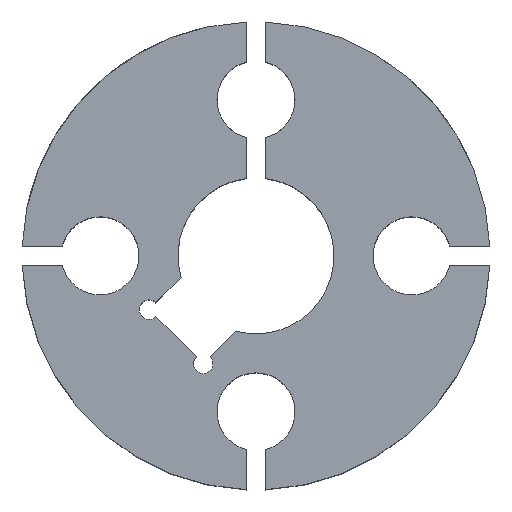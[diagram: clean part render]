
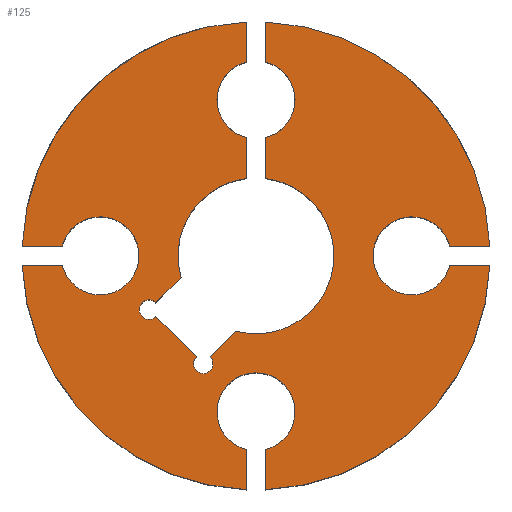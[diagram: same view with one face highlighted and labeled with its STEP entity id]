
A CAD part, top view. The second image highlights one B-rep face of the part: STEP entity #125.
In plain terms, the highlighted planar face has unit normal (0, 0, 1).
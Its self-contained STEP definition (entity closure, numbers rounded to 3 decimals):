
#125=ADVANCED_FACE('',(#423),#425,.T.);
#423=FACE_BOUND('',#424,.T.);
#424=EDGE_LOOP('',(#651,#652,#653,#654,#655,#656,#657,#658,#659,#660,#661,#662,#663,
#664,#665,#666,#667,#668,#669,#670,#671,#672,#673,#674,#675,#676));
#425=PLANE('',#426);
#426=AXIS2_PLACEMENT_3D('',#427,#428,#429);
#427=CARTESIAN_POINT('',(0.,0.,10.));
#428=DIRECTION('',(0.,0.,1.));
#429=DIRECTION('',(-1.,0.,0.));
#651=ORIENTED_EDGE('',*,*,#833,.T.);
#652=ORIENTED_EDGE('',*,*,#803,.T.);
#653=ORIENTED_EDGE('',*,*,#811,.T.);
#654=ORIENTED_EDGE('',*,*,#834,.T.);
#655=ORIENTED_EDGE('',*,*,#835,.T.);
#656=ORIENTED_EDGE('',*,*,#836,.T.);
#657=ORIENTED_EDGE('',*,*,#837,.T.);
#658=ORIENTED_EDGE('',*,*,#838,.T.);
#659=ORIENTED_EDGE('',*,*,#839,.T.);
#660=ORIENTED_EDGE('',*,*,#840,.T.);
#661=ORIENTED_EDGE('',*,*,#814,.T.);
#662=ORIENTED_EDGE('',*,*,#821,.T.);
#663=ORIENTED_EDGE('',*,*,#841,.T.);
#664=ORIENTED_EDGE('',*,*,#842,.T.);
#665=ORIENTED_EDGE('',*,*,#843,.T.);
#666=ORIENTED_EDGE('',*,*,#844,.T.);
#667=ORIENTED_EDGE('',*,*,#845,.T.);
#668=ORIENTED_EDGE('',*,*,#846,.T.);
#669=ORIENTED_EDGE('',*,*,#847,.T.);
#670=ORIENTED_EDGE('',*,*,#848,.T.);
#671=ORIENTED_EDGE('',*,*,#849,.T.);
#672=ORIENTED_EDGE('',*,*,#850,.T.);
#673=ORIENTED_EDGE('',*,*,#851,.T.);
#674=ORIENTED_EDGE('',*,*,#852,.T.);
#675=ORIENTED_EDGE('',*,*,#853,.T.);
#676=ORIENTED_EDGE('',*,*,#825,.T.);
#803=EDGE_CURVE('',#903,#901,#904,.T.);
#811=EDGE_CURVE('',#901,#915,#917,.T.);
#814=EDGE_CURVE('',#923,#921,#924,.T.);
#821=EDGE_CURVE('',#921,#934,#936,.T.);
#825=EDGE_CURVE('',#943,#941,#944,.T.);
#833=EDGE_CURVE('',#941,#903,#958,.T.);
#834=EDGE_CURVE('',#915,#959,#960,.T.);
#835=EDGE_CURVE('',#959,#961,#962,.T.);
#836=EDGE_CURVE('',#961,#963,#964,.T.);
#837=EDGE_CURVE('',#963,#965,#966,.T.);
#838=EDGE_CURVE('',#965,#967,#968,.T.);
#839=EDGE_CURVE('',#967,#969,#970,.T.);
#840=EDGE_CURVE('',#969,#923,#971,.T.);
#841=EDGE_CURVE('',#934,#972,#973,.T.);
#842=EDGE_CURVE('',#972,#974,#975,.T.);
#843=EDGE_CURVE('',#974,#976,#977,.T.);
#844=EDGE_CURVE('',#976,#978,#979,.T.);
#845=EDGE_CURVE('',#978,#980,#981,.T.);
#846=EDGE_CURVE('',#980,#982,#983,.T.);
#847=EDGE_CURVE('',#982,#984,#985,.T.);
#848=EDGE_CURVE('',#984,#986,#987,.T.);
#849=EDGE_CURVE('',#986,#988,#989,.T.);
#850=EDGE_CURVE('',#988,#990,#991,.T.);
#851=EDGE_CURVE('',#990,#992,#993,.T.);
#852=EDGE_CURVE('',#992,#994,#995,.T.);
#853=EDGE_CURVE('',#994,#943,#996,.T.);
#901=VERTEX_POINT('',#1189);
#903=VERTEX_POINT('',#1193);
#904=CIRCLE('',#1194,2.);
#915=VERTEX_POINT('',#1254);
#917=LINE('',#1258,#1259);
#921=VERTEX_POINT('',#1267);
#923=VERTEX_POINT('',#1271);
#924=LINE('',#1272,#1273);
#934=VERTEX_POINT('',#1340);
#936=CIRCLE('',#1344,2.);
#941=VERTEX_POINT('',#1502);
#943=VERTEX_POINT('',#1506);
#944=CIRCLE('',#1507,12.);
#958=LINE('',#1604,#1605);
#959=VERTEX_POINT('',#1607);
#960=CIRCLE('',#1608,4.);
#961=VERTEX_POINT('',#1612);
#962=LINE('',#1613,#1614);
#963=VERTEX_POINT('',#1616);
#964=CIRCLE('',#1617,0.5);
#965=VERTEX_POINT('',#1621);
#966=LINE('',#1622,#1623);
#967=VERTEX_POINT('',#1625);
#968=CIRCLE('',#1626,0.5);
#969=VERTEX_POINT('',#1630);
#970=LINE('',#1631,#1632);
#971=CIRCLE('',#1634,4.);
#972=VERTEX_POINT('',#1638);
#973=LINE('',#1639,#1640);
#974=VERTEX_POINT('',#1642);
#975=CIRCLE('',#1643,12.);
#976=VERTEX_POINT('',#1647);
#977=LINE('',#1648,#1649);
#978=VERTEX_POINT('',#1651);
#979=CIRCLE('',#1652,2.);
#980=VERTEX_POINT('',#1656);
#981=LINE('',#1657,#1658);
#982=VERTEX_POINT('',#1660);
#983=CIRCLE('',#1661,12.);
#984=VERTEX_POINT('',#1665);
#985=LINE('',#1666,#1667);
#986=VERTEX_POINT('',#1669);
#987=CIRCLE('',#1670,2.);
#988=VERTEX_POINT('',#1674);
#989=LINE('',#1675,#1676);
#990=VERTEX_POINT('',#1678);
#991=CIRCLE('',#1679,12.);
#992=VERTEX_POINT('',#1683);
#993=LINE('',#1684,#1685);
#994=VERTEX_POINT('',#1687);
#995=CIRCLE('',#1688,2.);
#996=LINE('',#1692,#1693);
#1189=CARTESIAN_POINT('',(0.5,6.064,10.));
#1193=CARTESIAN_POINT('',(0.5,9.936,10.));
#1194=AXIS2_PLACEMENT_3D('',#1195,#1196,#1197);
#1195=CARTESIAN_POINT('',(0.,8.,10.));
#1196=DIRECTION('',(0.,0.,-1.));
#1197=DIRECTION('',(0.25,0.968,0.));
#1254=CARTESIAN_POINT('',(0.5,3.969,10.));
#1258=CARTESIAN_POINT('',(0.5,6.064,10.));
#1259=VECTOR('',#1260,1.);
#1260=DIRECTION('',(0.,-1.,0.));
#1267=CARTESIAN_POINT('',(-0.5,6.064,10.));
#1271=CARTESIAN_POINT('',(-0.5,3.969,10.));
#1272=CARTESIAN_POINT('',(-0.5,3.969,10.));
#1273=VECTOR('',#1274,1.);
#1274=DIRECTION('',(0.,1.,0.));
#1340=CARTESIAN_POINT('',(-0.5,9.936,10.));
#1344=AXIS2_PLACEMENT_3D('',#1345,#1346,#1347);
#1345=CARTESIAN_POINT('',(0.,8.,10.));
#1346=DIRECTION('',(0.,0.,-1.));
#1347=DIRECTION('',(-0.25,-0.968,0.));
#1502=CARTESIAN_POINT('',(0.5,11.99,10.));
#1506=CARTESIAN_POINT('',(11.99,0.5,10.));
#1507=AXIS2_PLACEMENT_3D('',#1508,#1509,#1510);
#1508=CARTESIAN_POINT('',(0.,0.,10.));
#1509=DIRECTION('',(0.,0.,1.));
#1510=DIRECTION('',(0.999,0.042,0.));
#1604=CARTESIAN_POINT('',(0.5,11.99,10.));
#1605=VECTOR('',#1606,1.);
#1606=DIRECTION('',(0.,-1.,0.));
#1607=CARTESIAN_POINT('',(-1.035,-3.864,10.));
#1608=AXIS2_PLACEMENT_3D('',#1609,#1610,#1611);
#1609=CARTESIAN_POINT('',(0.,0.,10.));
#1610=DIRECTION('',(0.,0.,-1.));
#1611=DIRECTION('',(0.125,0.992,0.));
#1612=CARTESIAN_POINT('',(-2.354,-5.182,10.));
#1613=CARTESIAN_POINT('',(-1.035,-3.864,10.));
#1614=VECTOR('',#1615,1.);
#1615=DIRECTION('',(-0.707,-0.707,0.));
#1616=CARTESIAN_POINT('',(-3.061,-5.182,10.));
#1617=AXIS2_PLACEMENT_3D('',#1618,#1619,#1620);
#1618=CARTESIAN_POINT('',(-2.707,-5.536,10.));
#1619=DIRECTION('',(0.,0.,-1.));
#1620=DIRECTION('',(0.707,0.707,0.));
#1621=CARTESIAN_POINT('',(-5.132,-3.111,10.));
#1622=CARTESIAN_POINT('',(-3.061,-5.182,10.));
#1623=VECTOR('',#1624,1.);
#1624=DIRECTION('',(-0.707,0.707,0.));
#1625=CARTESIAN_POINT('',(-5.132,-2.404,10.));
#1626=AXIS2_PLACEMENT_3D('',#1627,#1628,#1629);
#1627=CARTESIAN_POINT('',(-5.485,-2.757,10.));
#1628=DIRECTION('',(0.,0.,-1.));
#1629=DIRECTION('',(0.707,-0.707,0.));
#1630=CARTESIAN_POINT('',(-3.842,-1.114,10.));
#1631=CARTESIAN_POINT('',(-5.132,-2.404,10.));
#1632=VECTOR('',#1633,1.);
#1633=DIRECTION('',(0.707,0.707,0.));
#1634=AXIS2_PLACEMENT_3D('',#1635,#1636,#1637);
#1635=CARTESIAN_POINT('',(0.,0.,10.));
#1636=DIRECTION('',(0.,0.,-1.));
#1637=DIRECTION('',(-0.96,-0.278,0.));
#1638=CARTESIAN_POINT('',(-0.5,11.99,10.));
#1639=CARTESIAN_POINT('',(-0.5,9.936,10.));
#1640=VECTOR('',#1641,1.);
#1641=DIRECTION('',(0.,1.,0.));
#1642=CARTESIAN_POINT('',(-11.99,0.5,10.));
#1643=AXIS2_PLACEMENT_3D('',#1644,#1645,#1646);
#1644=CARTESIAN_POINT('',(0.,0.,10.));
#1645=DIRECTION('',(0.,0.,1.));
#1646=DIRECTION('',(-0.042,0.999,0.));
#1647=CARTESIAN_POINT('',(-9.936,0.5,10.));
#1648=CARTESIAN_POINT('',(-11.99,0.5,10.));
#1649=VECTOR('',#1650,1.);
#1650=DIRECTION('',(1.,0.,0.));
#1651=CARTESIAN_POINT('',(-9.936,-0.5,10.));
#1652=AXIS2_PLACEMENT_3D('',#1653,#1654,#1655);
#1653=CARTESIAN_POINT('',(-8.,0.,10.));
#1654=DIRECTION('',(0.,0.,-1.));
#1655=DIRECTION('',(-0.968,0.25,0.));
#1656=CARTESIAN_POINT('',(-11.99,-0.5,10.));
#1657=CARTESIAN_POINT('',(-9.936,-0.5,10.));
#1658=VECTOR('',#1659,1.);
#1659=DIRECTION('',(-1.,0.,0.));
#1660=CARTESIAN_POINT('',(-0.5,-11.99,10.));
#1661=AXIS2_PLACEMENT_3D('',#1662,#1663,#1664);
#1662=CARTESIAN_POINT('',(0.,0.,10.));
#1663=DIRECTION('',(0.,0.,1.));
#1664=DIRECTION('',(-0.999,-0.042,0.));
#1665=CARTESIAN_POINT('',(-0.5,-9.936,10.));
#1666=CARTESIAN_POINT('',(-0.5,-11.99,10.));
#1667=VECTOR('',#1668,1.);
#1668=DIRECTION('',(0.,1.,0.));
#1669=CARTESIAN_POINT('',(0.5,-9.936,10.));
#1670=AXIS2_PLACEMENT_3D('',#1671,#1672,#1673);
#1671=CARTESIAN_POINT('',(0.,-8.,10.));
#1672=DIRECTION('',(0.,0.,-1.));
#1673=DIRECTION('',(-0.25,-0.968,0.));
#1674=CARTESIAN_POINT('',(0.5,-11.99,10.));
#1675=CARTESIAN_POINT('',(0.5,-9.936,10.));
#1676=VECTOR('',#1677,1.);
#1677=DIRECTION('',(0.,-1.,0.));
#1678=CARTESIAN_POINT('',(11.99,-0.5,10.));
#1679=AXIS2_PLACEMENT_3D('',#1680,#1681,#1682);
#1680=CARTESIAN_POINT('',(0.,0.,10.));
#1681=DIRECTION('',(0.,0.,1.));
#1682=DIRECTION('',(0.042,-0.999,0.));
#1683=CARTESIAN_POINT('',(9.936,-0.5,10.));
#1684=CARTESIAN_POINT('',(11.99,-0.5,10.));
#1685=VECTOR('',#1686,1.);
#1686=DIRECTION('',(-1.,0.,0.));
#1687=CARTESIAN_POINT('',(9.936,0.5,10.));
#1688=AXIS2_PLACEMENT_3D('',#1689,#1690,#1691);
#1689=CARTESIAN_POINT('',(8.,0.,10.));
#1690=DIRECTION('',(0.,0.,-1.));
#1691=DIRECTION('',(0.968,-0.25,0.));
#1692=CARTESIAN_POINT('',(9.936,0.5,10.));
#1693=VECTOR('',#1694,1.);
#1694=DIRECTION('',(1.,0.,0.));
